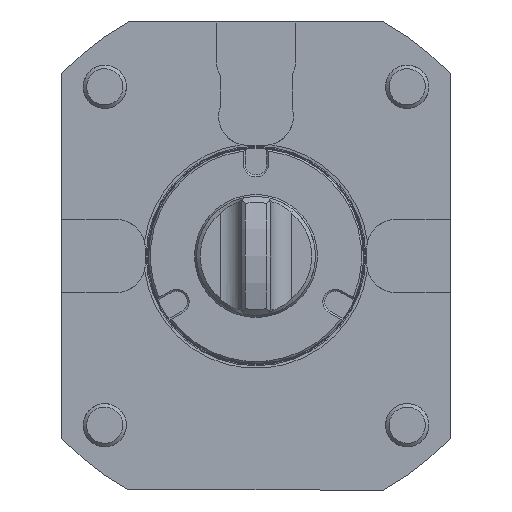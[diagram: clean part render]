
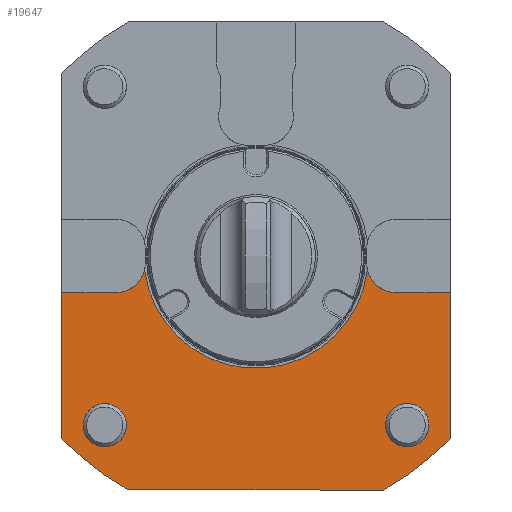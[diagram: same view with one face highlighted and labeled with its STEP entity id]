
A CAD part, front view. The second image highlights one B-rep face of the part: STEP entity #19647.
In plain terms, the highlighted planar face has unit normal (0, -1, 0).
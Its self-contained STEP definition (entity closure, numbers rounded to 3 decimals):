
#22 = CARTESIAN_POINT ( 'NONE',  ( 48., 0., -47. ) ) ;
#41 = FACE_BOUND ( 'NONE', #7786, .T. ) ;
#252 = FACE_BOUND ( 'NONE', #3640, .T. ) ;
#323 = CARTESIAN_POINT ( 'NONE',  ( 0., 0., 0. ) ) ;
#362 = DIRECTION ( 'NONE',  ( 0., 0., 1. ) ) ;
#644 = VERTEX_POINT ( 'NONE', #5901 ) ;
#649 = AXIS2_PLACEMENT_3D ( 'NONE', #20977, #5800, #17663 ) ;
#669 = VERTEX_POINT ( 'NONE', #14284 ) ;
#815 = EDGE_CURVE ( 'NONE', #15203, #15203, #7982, .T. ) ;
#1002 = CARTESIAN_POINT ( 'NONE',  ( 38.75, 0., -10.15 ) ) ;
#1069 = VECTOR ( 'NONE', #9392, 1000. ) ;
#1459 = ORIENTED_EDGE ( 'NONE', *, *, #21887, .T. ) ;
#1626 = AXIS2_PLACEMENT_3D ( 'NONE', #323, #17175, #7086 ) ;
#1819 = ORIENTED_EDGE ( 'NONE', *, *, #815, .F. ) ;
#1909 = CIRCLE ( 'NONE', #11794, 31.2 ) ;
#2094 = DIRECTION ( 'NONE',  ( 0., 0., 1. ) ) ;
#2423 = EDGE_CURVE ( 'NONE', #14534, #13295, #4443, .T. ) ;
#2674 = EDGE_CURVE ( 'NONE', #13295, #4624, #17281, .T. ) ;
#2703 = DIRECTION ( 'NONE',  ( 0., -1., 0. ) ) ;
#3390 = AXIS2_PLACEMENT_3D ( 'NONE', #16097, #21189, #9561 ) ;
#3640 = EDGE_LOOP ( 'NONE', ( #1819 ) ) ;
#3721 = CARTESIAN_POINT ( 'NONE',  ( -54., 0., 0. ) ) ;
#3800 = EDGE_CURVE ( 'NONE', #644, #14534, #5742, .T. ) ;
#3903 = AXIS2_PLACEMENT_3D ( 'NONE', #16665, #2703, #21869 ) ;
#3910 = CARTESIAN_POINT ( 'NONE',  ( 0., 0., 0. ) ) ;
#3949 = VECTOR ( 'NONE', #5369, 1000. ) ;
#4156 = ORIENTED_EDGE ( 'NONE', *, *, #10641, .F. ) ;
#4292 = ORIENTED_EDGE ( 'NONE', *, *, #2423, .T. ) ;
#4338 = VERTEX_POINT ( 'NONE', #4934 ) ;
#4419 = CIRCLE ( 'NONE', #16825, 8. ) ;
#4443 = CIRCLE ( 'NONE', #1626, 74. ) ;
#4624 = VERTEX_POINT ( 'NONE', #20876 ) ;
#4728 = EDGE_CURVE ( 'NONE', #669, #669, #18340, .T. ) ;
#4729 = LINE ( 'NONE', #11486, #1069 ) ;
#4934 = CARTESIAN_POINT ( 'NONE',  ( -30.951, 0., -3.933 ) ) ;
#5130 = AXIS2_PLACEMENT_3D ( 'NONE', #3910, #10335, #12304 ) ;
#5369 = DIRECTION ( 'NONE',  ( 0., 0., 1. ) ) ;
#5524 = CARTESIAN_POINT ( 'NONE',  ( 54., 0., 0. ) ) ;
#5742 = LINE ( 'NONE', #12596, #19758 ) ;
#5800 = DIRECTION ( 'NONE',  ( 0., -1., 0. ) ) ;
#5901 = CARTESIAN_POINT ( 'NONE',  ( -35.369, 0., -65. ) ) ;
#6166 = EDGE_CURVE ( 'NONE', #14397, #11017, #7145, .T. ) ;
#6471 = CARTESIAN_POINT ( 'NONE',  ( -38.75, 0., -10.15 ) ) ;
#7065 = ORIENTED_EDGE ( 'NONE', *, *, #7663, .T. ) ;
#7086 = DIRECTION ( 'NONE',  ( 0., 0., 1. ) ) ;
#7099 = CARTESIAN_POINT ( 'NONE',  ( 59.893, 0., -10.15 ) ) ;
#7120 = CARTESIAN_POINT ( 'NONE',  ( 0., 0., 0. ) ) ;
#7145 = LINE ( 'NONE', #3721, #3949 ) ;
#7403 = ORIENTED_EDGE ( 'NONE', *, *, #4728, .F. ) ;
#7663 = EDGE_CURVE ( 'NONE', #4338, #21533, #4419, .T. ) ;
#7729 = EDGE_CURVE ( 'NONE', #14397, #644, #17891, .T. ) ;
#7786 = EDGE_LOOP ( 'NONE', ( #7403 ) ) ;
#7857 = CARTESIAN_POINT ( 'NONE',  ( 35.369, 0., -65. ) ) ;
#7982 = CIRCLE ( 'NONE', #3390, 6. ) ;
#8236 = CARTESIAN_POINT ( 'NONE',  ( -38.75, 0., -2.15 ) ) ;
#8241 = VERTEX_POINT ( 'NONE', #20504 ) ;
#9392 = DIRECTION ( 'NONE',  ( 1., 0., 0. ) ) ;
#9501 = ORIENTED_EDGE ( 'NONE', *, *, #7729, .T. ) ;
#9561 = DIRECTION ( 'NONE',  ( 1., 0., 0. ) ) ;
#10335 = DIRECTION ( 'NONE',  ( 0., -1., 0. ) ) ;
#10641 = EDGE_CURVE ( 'NONE', #11017, #21533, #4729, .T. ) ;
#11017 = VERTEX_POINT ( 'NONE', #12213 ) ;
#11377 = VERTEX_POINT ( 'NONE', #1002 ) ;
#11391 = DIRECTION ( 'NONE',  ( 0., 0., 1. ) ) ;
#11486 = CARTESIAN_POINT ( 'NONE',  ( -59.893, 0., -10.15 ) ) ;
#11602 = CARTESIAN_POINT ( 'NONE',  ( 0., 0., 0. ) ) ;
#11671 = CIRCLE ( 'NONE', #3903, 8. ) ;
#11754 = EDGE_LOOP ( 'NONE', ( #12531, #1459, #17647, #17547, #7065, #4156, #18314, #9501, #12052, #4292 ) ) ;
#11794 = AXIS2_PLACEMENT_3D ( 'NONE', #11602, #21592, #11391 ) ;
#12052 = ORIENTED_EDGE ( 'NONE', *, *, #3800, .T. ) ;
#12213 = CARTESIAN_POINT ( 'NONE',  ( -54., 0., -10.15 ) ) ;
#12304 = DIRECTION ( 'NONE',  ( 0., 0., 1. ) ) ;
#12441 = EDGE_CURVE ( 'NONE', #4338, #8241, #1909, .T. ) ;
#12531 = ORIENTED_EDGE ( 'NONE', *, *, #2674, .T. ) ;
#12596 = CARTESIAN_POINT ( 'NONE',  ( 0., 0., -65. ) ) ;
#13093 = EDGE_CURVE ( 'NONE', #8241, #11377, #11671, .T. ) ;
#13295 = VERTEX_POINT ( 'NONE', #18191 ) ;
#14284 = CARTESIAN_POINT ( 'NONE',  ( -36., 0., -47. ) ) ;
#14397 = VERTEX_POINT ( 'NONE', #16438 ) ;
#14534 = VERTEX_POINT ( 'NONE', #7857 ) ;
#14596 = DIRECTION ( 'NONE',  ( 1., 0., 0. ) ) ;
#15203 = VERTEX_POINT ( 'NONE', #22 ) ;
#15541 = DIRECTION ( 'NONE',  ( 0., -1., 0. ) ) ;
#15648 = PLANE ( 'NONE',  #5130 ) ;
#16097 = CARTESIAN_POINT ( 'NONE',  ( 42., 0., -47. ) ) ;
#16438 = CARTESIAN_POINT ( 'NONE',  ( -54., 0., -50.596 ) ) ;
#16559 = DIRECTION ( 'NONE',  ( 0., 1., 0. ) ) ;
#16665 = CARTESIAN_POINT ( 'NONE',  ( 38.75, 0., -2.15 ) ) ;
#16825 = AXIS2_PLACEMENT_3D ( 'NONE', #8236, #16559, #19776 ) ;
#17175 = DIRECTION ( 'NONE',  ( 0., -1., 0. ) ) ;
#17281 = LINE ( 'NONE', #5524, #21387 ) ;
#17547 = ORIENTED_EDGE ( 'NONE', *, *, #12441, .F. ) ;
#17647 = ORIENTED_EDGE ( 'NONE', *, *, #13093, .F. ) ;
#17663 = DIRECTION ( 'NONE',  ( 1., 0., 0. ) ) ;
#17891 = CIRCLE ( 'NONE', #19292, 74. ) ;
#18191 = CARTESIAN_POINT ( 'NONE',  ( 54., 0., -50.596 ) ) ;
#18314 = ORIENTED_EDGE ( 'NONE', *, *, #6166, .F. ) ;
#18340 = CIRCLE ( 'NONE', #649, 6. ) ;
#19062 = DIRECTION ( 'NONE',  ( -1., 0., 0. ) ) ;
#19292 = AXIS2_PLACEMENT_3D ( 'NONE', #7120, #15541, #362 ) ;
#19647 = ADVANCED_FACE ( 'Defeature completata1_4', ( #252, #41, #20622 ), #15648, .T. ) ;
#19758 = VECTOR ( 'NONE', #14596, 1000. ) ;
#19776 = DIRECTION ( 'NONE',  ( 0., 0., -1. ) ) ;
#20287 = LINE ( 'NONE', #7099, #20803 ) ;
#20504 = CARTESIAN_POINT ( 'NONE',  ( 30.951, 0., -3.933 ) ) ;
#20622 = FACE_OUTER_BOUND ( 'NONE', #11754, .T. ) ;
#20803 = VECTOR ( 'NONE', #19062, 1000. ) ;
#20876 = CARTESIAN_POINT ( 'NONE',  ( 54., 0., -10.15 ) ) ;
#20977 = CARTESIAN_POINT ( 'NONE',  ( -42., 0., -47. ) ) ;
#21189 = DIRECTION ( 'NONE',  ( 0., -1., 0. ) ) ;
#21387 = VECTOR ( 'NONE', #2094, 1000. ) ;
#21533 = VERTEX_POINT ( 'NONE', #6471 ) ;
#21592 = DIRECTION ( 'NONE',  ( 0., -1., 0. ) ) ;
#21869 = DIRECTION ( 'NONE',  ( 0., 0., 1. ) ) ;
#21887 = EDGE_CURVE ( 'NONE', #4624, #11377, #20287, .T. ) ;
